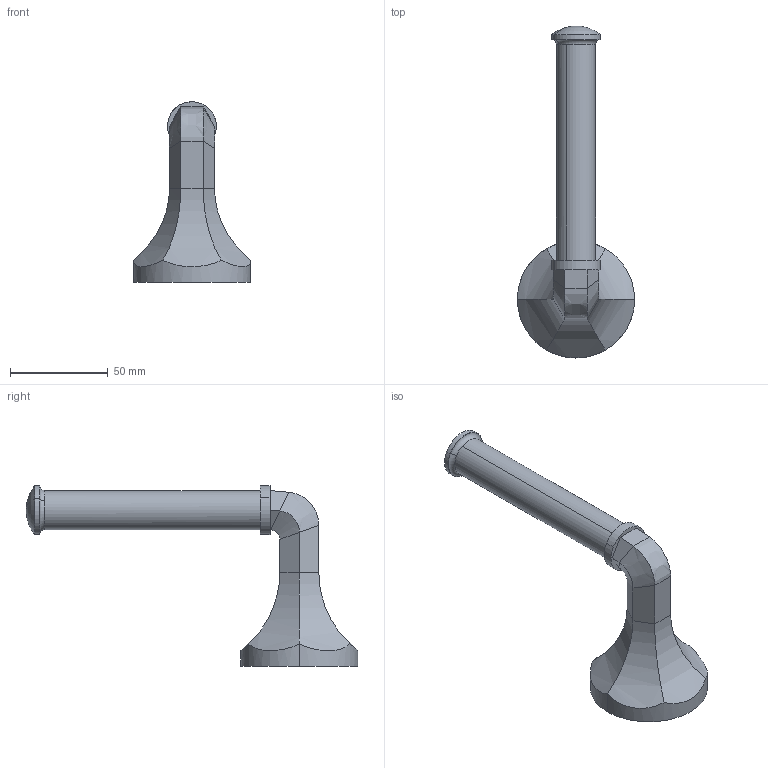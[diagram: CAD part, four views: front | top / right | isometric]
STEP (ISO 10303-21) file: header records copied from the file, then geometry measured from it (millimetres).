
FILE_DESCRIPTION (( 'STEP AP203' ), '1' );
FILE_NAME ('83590361-00.STEP', '2018-07-04T06:01:04', ( '' ), ( '' ), 'SwSTEP 2.0', 'SolidWorks 2017', '' );
FILE_SCHEMA (( 'CONFIG_CONTROL_DESIGN' ));
Length unit declared in the file: millimetre
Products named in the file (3): 83590361-00; Planungsmodell_Halter-+-83.590.806-01_-_K1; Planungsmodell_Halter-+-08.17.36.508-01_-_K1
Assembly tree (2 placements, depth 2):
  83590361-00
    Planungsmodell_Halter-+-08.17.36.508-01_-_K1
    Planungsmodell_Halter-+-83.590.806-01_-_K1
Bounding box: 60 x 170 x 92.5 mm (x, y, z)
Volume: 117892.5 mm3; surface area: 21916.7 mm2
Topology: 2 solids, 2 shells, 41 faces, 86 edges, 49 vertices
Faces by surface type: plane 17, cylinder 14, bspline 6, torus 4
Entity records: 1597 total; most frequent: CARTESIAN_POINT 479, ORIENTED_EDGE 168, DIRECTION 168, EDGE_CURVE 84, AXIS2_PLACEMENT_3D 62, VERTEX_POINT 49, LINE 44, VECTOR 44
